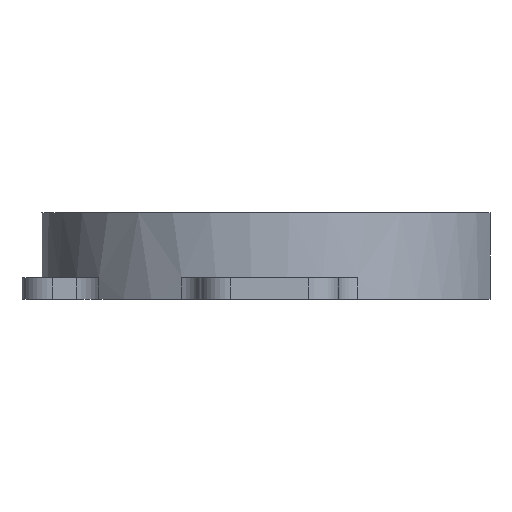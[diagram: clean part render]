
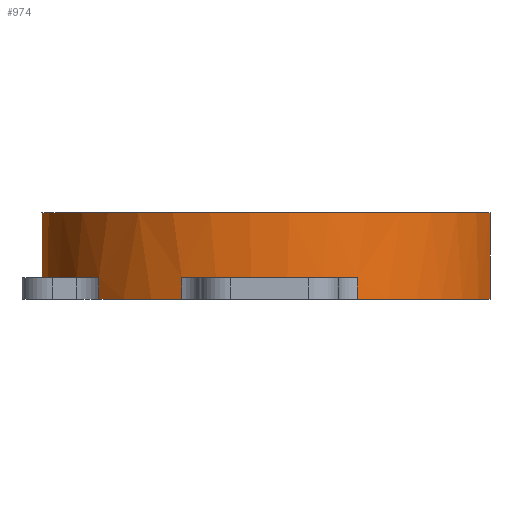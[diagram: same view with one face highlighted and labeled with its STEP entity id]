
A CAD part, left-side view. The second image highlights one B-rep face of the part: STEP entity #974.
In plain terms, the highlighted cylindrical face has radius 42.1 mm (diameter 84.2 mm), a partial arc.
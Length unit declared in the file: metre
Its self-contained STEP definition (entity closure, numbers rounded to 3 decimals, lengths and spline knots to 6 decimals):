
#56=LINE('',#1498,#130);
#57=LINE('',#1502,#131);
#58=LINE('',#1506,#132);
#59=LINE('',#1510,#133);
#60=LINE('',#1514,#134);
#61=LINE('',#1518,#135);
#62=LINE('',#1522,#136);
#63=LINE('',#1526,#137);
#130=VECTOR('',#1190,1.);
#131=VECTOR('',#1193,1.);
#132=VECTOR('',#1196,1.);
#133=VECTOR('',#1199,1.);
#134=VECTOR('',#1202,1.);
#135=VECTOR('',#1205,1.);
#136=VECTOR('',#1208,1.);
#137=VECTOR('',#1211,1.);
#216=ORIENTED_EDGE('',*,*,#512,.F.);
#217=ORIENTED_EDGE('',*,*,#513,.T.);
#218=ORIENTED_EDGE('',*,*,#514,.T.);
#219=ORIENTED_EDGE('',*,*,#515,.F.);
#220=ORIENTED_EDGE('',*,*,#516,.F.);
#221=ORIENTED_EDGE('',*,*,#517,.T.);
#222=ORIENTED_EDGE('',*,*,#518,.T.);
#223=ORIENTED_EDGE('',*,*,#519,.T.);
#224=ORIENTED_EDGE('',*,*,#520,.T.);
#225=ORIENTED_EDGE('',*,*,#521,.T.);
#226=ORIENTED_EDGE('',*,*,#522,.T.);
#227=ORIENTED_EDGE('',*,*,#523,.T.);
#228=ORIENTED_EDGE('',*,*,#524,.T.);
#229=ORIENTED_EDGE('',*,*,#525,.T.);
#230=ORIENTED_EDGE('',*,*,#526,.T.);
#231=ORIENTED_EDGE('',*,*,#527,.T.);
#512=EDGE_CURVE('',#660,#661,#750,.T.);
#513=EDGE_CURVE('',#660,#662,#56,.T.);
#514=EDGE_CURVE('',#662,#663,#751,.T.);
#515=EDGE_CURVE('',#664,#663,#57,.T.);
#516=EDGE_CURVE('',#665,#664,#752,.T.);
#517=EDGE_CURVE('',#665,#666,#58,.T.);
#518=EDGE_CURVE('',#666,#667,#753,.T.);
#519=EDGE_CURVE('',#667,#668,#59,.F.);
#520=EDGE_CURVE('',#668,#669,#754,.T.);
#521=EDGE_CURVE('',#669,#670,#60,.T.);
#522=EDGE_CURVE('',#670,#671,#755,.T.);
#523=EDGE_CURVE('',#671,#672,#61,.F.);
#524=EDGE_CURVE('',#672,#673,#756,.T.);
#525=EDGE_CURVE('',#673,#674,#62,.T.);
#526=EDGE_CURVE('',#674,#675,#757,.T.);
#527=EDGE_CURVE('',#675,#661,#63,.F.);
#660=VERTEX_POINT('',#1496);
#661=VERTEX_POINT('',#1497);
#662=VERTEX_POINT('',#1499);
#663=VERTEX_POINT('',#1501);
#664=VERTEX_POINT('',#1503);
#665=VERTEX_POINT('',#1505);
#666=VERTEX_POINT('',#1507);
#667=VERTEX_POINT('',#1509);
#668=VERTEX_POINT('',#1511);
#669=VERTEX_POINT('',#1513);
#670=VERTEX_POINT('',#1515);
#671=VERTEX_POINT('',#1517);
#672=VERTEX_POINT('',#1519);
#673=VERTEX_POINT('',#1521);
#674=VERTEX_POINT('',#1523);
#675=VERTEX_POINT('',#1525);
#750=CIRCLE('',#1049,0.0421);
#751=CIRCLE('',#1050,0.0421);
#752=CIRCLE('',#1051,0.0421);
#753=CIRCLE('',#1052,0.0421);
#754=CIRCLE('',#1053,0.0421);
#755=CIRCLE('',#1054,0.0421);
#756=CIRCLE('',#1055,0.0421);
#757=CIRCLE('',#1056,0.0421);
#805=EDGE_LOOP('',(#216,#217,#218,#219,#220,#221,#222,#223,#224,#225,#226,
#227,#228,#229,#230,#231));
#877=FACE_BOUND('',#805,.T.);
#949=CYLINDRICAL_SURFACE('',#1048,0.0421);
#974=ADVANCED_FACE('',(#877),#949,.T.);
#1048=AXIS2_PLACEMENT_3D('',#1494,#1186,#1187);
#1049=AXIS2_PLACEMENT_3D('',#1495,#1188,#1189);
#1050=AXIS2_PLACEMENT_3D('',#1500,#1191,#1192);
#1051=AXIS2_PLACEMENT_3D('',#1504,#1194,#1195);
#1052=AXIS2_PLACEMENT_3D('',#1508,#1197,#1198);
#1053=AXIS2_PLACEMENT_3D('',#1512,#1200,#1201);
#1054=AXIS2_PLACEMENT_3D('',#1516,#1203,#1204);
#1055=AXIS2_PLACEMENT_3D('',#1520,#1206,#1207);
#1056=AXIS2_PLACEMENT_3D('',#1524,#1209,#1210);
#1186=DIRECTION('',(0.,0.,-1.));
#1187=DIRECTION('',(-1.,0.,0.));
#1188=DIRECTION('',(0.,0.,-1.));
#1189=DIRECTION('',(1.,0.,0.));
#1190=DIRECTION('',(0.,0.,-1.));
#1191=DIRECTION('',(0.,0.,1.));
#1192=DIRECTION('',(1.,0.,0.));
#1193=DIRECTION('',(0.,0.,-1.));
#1194=DIRECTION('',(0.,0.,1.));
#1195=DIRECTION('',(1.,0.,0.));
#1196=DIRECTION('',(0.,0.,-1.));
#1197=DIRECTION('',(0.,0.,1.));
#1198=DIRECTION('',(1.,0.,0.));
#1199=DIRECTION('',(0.,0.,-1.));
#1200=DIRECTION('',(0.,0.,1.));
#1201=DIRECTION('',(1.,0.,0.));
#1202=DIRECTION('',(0.,0.,-1.));
#1203=DIRECTION('',(0.,0.,1.));
#1204=DIRECTION('',(1.,0.,0.));
#1205=DIRECTION('',(0.,0.,-1.));
#1206=DIRECTION('',(0.,0.,1.));
#1207=DIRECTION('',(1.,0.,0.));
#1208=DIRECTION('',(0.,0.,-1.));
#1209=DIRECTION('',(0.,0.,1.));
#1210=DIRECTION('',(1.,0.,0.));
#1211=DIRECTION('',(0.,0.,-1.));
#1494=CARTESIAN_POINT('',(0.837945,1.051143,0.019));
#1495=CARTESIAN_POINT('',(0.837945,1.051143,0.007));
#1496=CARTESIAN_POINT('',(0.799072,1.034977,0.007));
#1497=CARTESIAN_POINT('',(0.799072,1.067309,0.007));
#1498=CARTESIAN_POINT('',(0.799072,1.034977,0.019));
#1499=CARTESIAN_POINT('',(0.799072,1.034977,0.003));
#1500=CARTESIAN_POINT('',(0.837945,1.051143,0.003));
#1501=CARTESIAN_POINT('',(0.827042,1.010479,0.003));
#1502=CARTESIAN_POINT('',(0.827042,1.010479,0.019));
#1503=CARTESIAN_POINT('',(0.827042,1.010479,0.019));
#1504=CARTESIAN_POINT('',(0.837945,1.051143,0.019));
#1505=CARTESIAN_POINT('',(0.848847,1.010479,0.019));
#1506=CARTESIAN_POINT('',(0.848847,1.010479,0.019));
#1507=CARTESIAN_POINT('',(0.848847,1.010479,0.003));
#1508=CARTESIAN_POINT('',(0.837945,1.051143,0.003));
#1509=CARTESIAN_POINT('',(0.876817,1.034977,0.003));
#1510=CARTESIAN_POINT('',(0.876817,1.034977,0.019));
#1511=CARTESIAN_POINT('',(0.876817,1.034977,0.007));
#1512=CARTESIAN_POINT('',(0.837945,1.051143,0.007));
#1513=CARTESIAN_POINT('',(0.876817,1.067309,0.007));
#1514=CARTESIAN_POINT('',(0.876817,1.067309,0.019));
#1515=CARTESIAN_POINT('',(0.876817,1.067309,0.003));
#1516=CARTESIAN_POINT('',(0.837945,1.051143,0.003));
#1517=CARTESIAN_POINT('',(0.86597,1.082559,0.003));
#1518=CARTESIAN_POINT('',(0.86597,1.082559,0.019));
#1519=CARTESIAN_POINT('',(0.86597,1.082559,0.007));
#1520=CARTESIAN_POINT('',(0.837945,1.051143,0.007));
#1521=CARTESIAN_POINT('',(0.809919,1.082559,0.007));
#1522=CARTESIAN_POINT('',(0.809919,1.082559,0.019));
#1523=CARTESIAN_POINT('',(0.809919,1.082559,0.003));
#1524=CARTESIAN_POINT('',(0.837945,1.051143,0.003));
#1525=CARTESIAN_POINT('',(0.799072,1.067309,0.003));
#1526=CARTESIAN_POINT('',(0.799072,1.067309,0.019));
